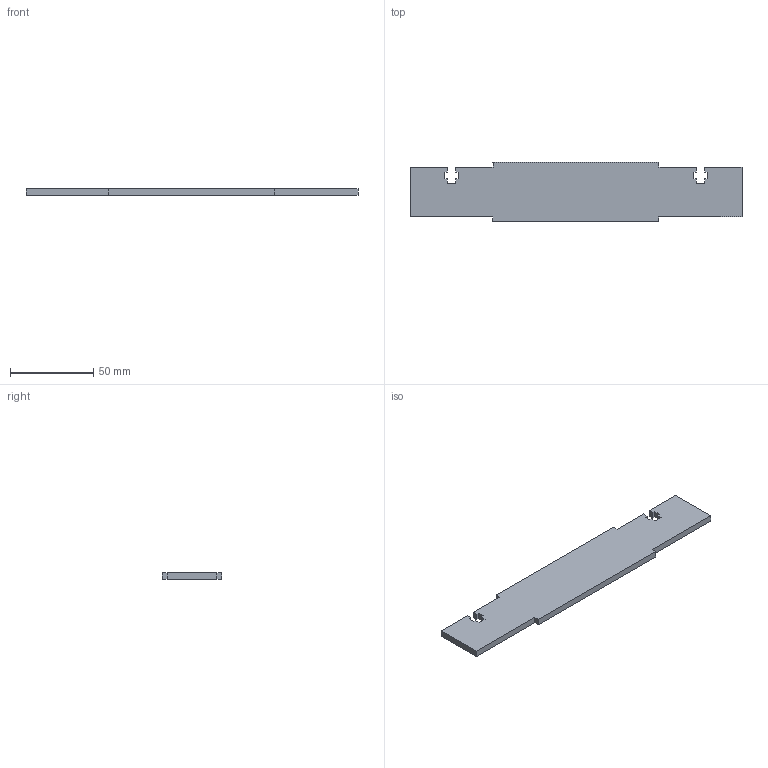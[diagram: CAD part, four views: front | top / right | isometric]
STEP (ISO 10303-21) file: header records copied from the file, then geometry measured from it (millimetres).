
FILE_DESCRIPTION (( 'STEP AP203' ), '1' );
FILE_NAME ('016_Base_MID_Holder_SR_v01.STEP', '2022-01-03T16:57:55', ( '' ), ( '' ), 'SwSTEP 2.0', 'SolidWorks 2018', '' );
FILE_SCHEMA (( 'CONFIG_CONTROL_DESIGN' ));
Length unit declared in the file: millimetre
Products named in the file (1): 016_Base_MID_Holder_SR_v01
Bounding box: 200 x 36 x 4 mm (x, y, z)
Volume: 25897.6 mm3; surface area: 15048 mm2
Topology: 1 solids, 1 shells, 38 faces, 108 edges, 72 vertices
Faces by surface type: plane 38
Entity records: 1289 total; most frequent: CARTESIAN_POINT 219, ORIENTED_EDGE 216, DIRECTION 186, EDGE_CURVE 108, VECTOR 108, LINE 108, VERTEX_POINT 72, AXIS2_PLACEMENT_3D 39
